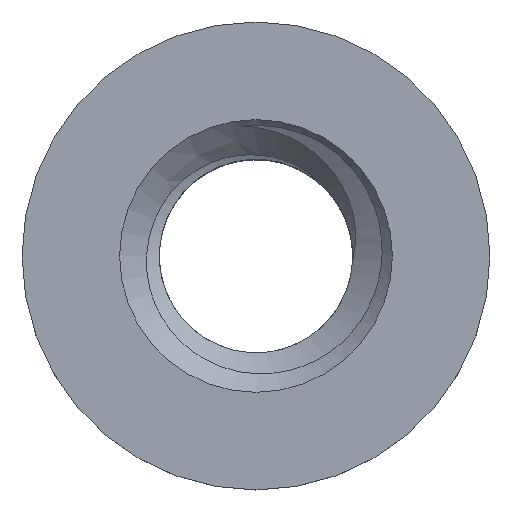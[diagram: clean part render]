
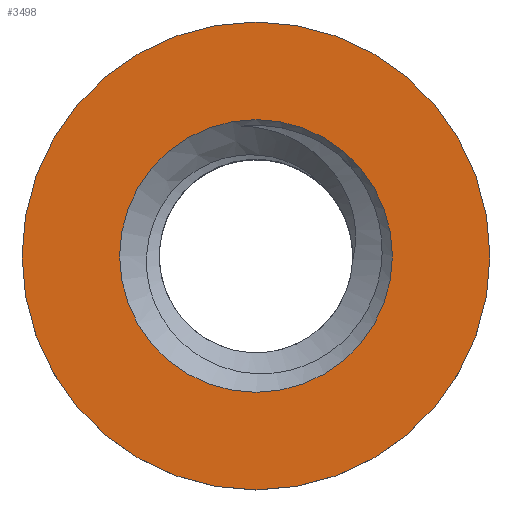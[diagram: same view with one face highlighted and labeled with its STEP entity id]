
A CAD part, top view. The second image highlights one B-rep face of the part: STEP entity #3498.
In plain terms, the highlighted planar face has unit normal (0, 0, 1).
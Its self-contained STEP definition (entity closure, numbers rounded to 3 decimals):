
#17=PLANE('',#3854);
#237=FACE_BOUND('',#592,.T.);
#358=FACE_OUTER_BOUND('',#591,.T.);
#591=EDGE_LOOP('',(#2817));
#592=EDGE_LOOP('',(#2818));
#846=CIRCLE('',#3836,1.043);
#855=CIRCLE('',#3850,1.79);
#1686=VERTEX_POINT('',#5987);
#1696=VERTEX_POINT('',#6044);
#2052=EDGE_CURVE('',#1686,#1686,#846,.T.);
#2067=EDGE_CURVE('',#1696,#1696,#855,.T.);
#2817=ORIENTED_EDGE('',*,*,#2067,.T.);
#2818=ORIENTED_EDGE('',*,*,#2052,.F.);
#3498=ADVANCED_FACE('',(#358,#237),#17,.F.);
#3836=AXIS2_PLACEMENT_3D('',#5989,#4206,#4207);
#3850=AXIS2_PLACEMENT_3D('',#6045,#4238,#4239);
#3854=AXIS2_PLACEMENT_3D('',#8387,#4279,#4280);
#4206=DIRECTION('center_axis',(0.,0.,1.));
#4207=DIRECTION('ref_axis',(1.,0.,0.));
#4238=DIRECTION('center_axis',(0.,0.,1.));
#4239=DIRECTION('ref_axis',(1.,0.,0.));
#4279=DIRECTION('center_axis',(0.,0.,-1.));
#4280=DIRECTION('ref_axis',(-1.,0.,0.));
#5987=CARTESIAN_POINT('',(-1.043,0.,1.46));
#5989=CARTESIAN_POINT('Origin',(0.,0.,1.46));
#6044=CARTESIAN_POINT('',(-1.79,0.,1.46));
#6045=CARTESIAN_POINT('Origin',(0.,0.,1.46));
#8387=CARTESIAN_POINT('Origin',(0.,1.,1.46));
